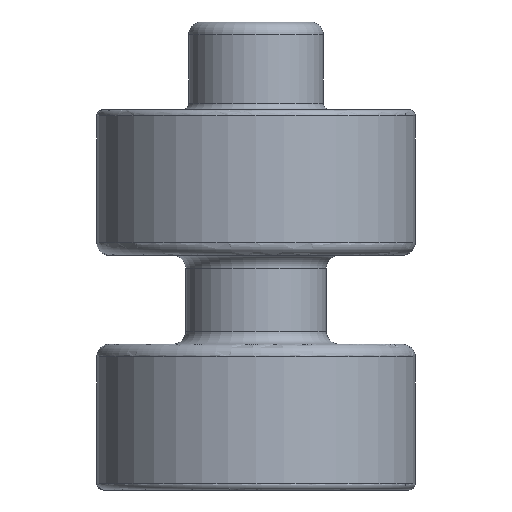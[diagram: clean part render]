
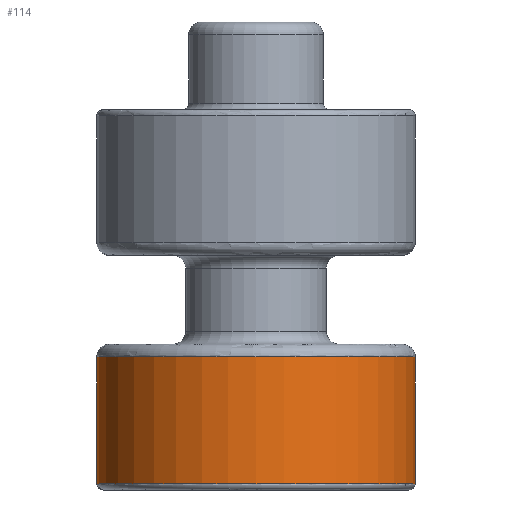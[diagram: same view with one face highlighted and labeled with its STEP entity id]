
A CAD part, front view. The second image highlights one B-rep face of the part: STEP entity #114.
In plain terms, the highlighted cylindrical face has radius 12.55 mm (diameter 25.1 mm), a partial arc.
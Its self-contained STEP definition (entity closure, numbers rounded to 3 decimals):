
#114 = ADVANCED_FACE ( 'NONE', ( #8812 ), #1951, .T. ) ;
#197 = EDGE_CURVE ( 'NONE', #6306, #403, #7321, .T. ) ;
#403 = VERTEX_POINT ( 'NONE', #3555 ) ;
#1916 = AXIS2_PLACEMENT_3D ( 'NONE', #12070, #4288, #3202 ) ;
#1951 = CYLINDRICAL_SURFACE ( 'NONE', #10216, 12.55 ) ;
#2001 = ORIENTED_EDGE ( 'NONE', *, *, #11008, .T. ) ;
#2729 = CARTESIAN_POINT ( 'NONE',  ( 12.55, 0., -14.5 ) ) ;
#3131 = ORIENTED_EDGE ( 'NONE', *, *, #197, .F. ) ;
#3202 = DIRECTION ( 'NONE',  ( 1., 0., 0. ) ) ;
#3516 = AXIS2_PLACEMENT_3D ( 'NONE', #8787, #8651, #12613 ) ;
#3555 = CARTESIAN_POINT ( 'NONE',  ( -12.55, 0., -4.5 ) ) ;
#3693 = CARTESIAN_POINT ( 'NONE',  ( 12.55, 0., -4.5 ) ) ;
#3761 = ORIENTED_EDGE ( 'NONE', *, *, #8900, .T. ) ;
#3771 = CIRCLE ( 'NONE', #1916, 12.55 ) ;
#4288 = DIRECTION ( 'NONE',  ( 0., 0., 1. ) ) ;
#4333 = CIRCLE ( 'NONE', #3516, 12.55 ) ;
#4495 = VERTEX_POINT ( 'NONE', #3693 ) ;
#6020 = CARTESIAN_POINT ( 'NONE',  ( 0., 0., 15. ) ) ;
#6089 = DIRECTION ( 'NONE',  ( 1., 0., 0. ) ) ;
#6306 = VERTEX_POINT ( 'NONE', #12573 ) ;
#6505 = CARTESIAN_POINT ( 'NONE',  ( 12.55, 0., 15. ) ) ;
#7321 = LINE ( 'NONE', #11210, #10863 ) ;
#8509 = VECTOR ( 'NONE', #10398, 1000. ) ;
#8632 = EDGE_CURVE ( 'NONE', #10707, #4495, #12405, .T. ) ;
#8651 = DIRECTION ( 'NONE',  ( 0., 0., -1. ) ) ;
#8787 = CARTESIAN_POINT ( 'NONE',  ( 0., 0., -4.5 ) ) ;
#8812 = FACE_OUTER_BOUND ( 'NONE', #12689, .T. ) ;
#8900 = EDGE_CURVE ( 'NONE', #6306, #10707, #3771, .T. ) ;
#10216 = AXIS2_PLACEMENT_3D ( 'NONE', #6020, #11926, #6089 ) ;
#10398 = DIRECTION ( 'NONE',  ( 0., 0., 1. ) ) ;
#10707 = VERTEX_POINT ( 'NONE', #2729 ) ;
#10863 = VECTOR ( 'NONE', #11276, 1000. ) ;
#11008 = EDGE_CURVE ( 'NONE', #4495, #403, #4333, .T. ) ;
#11210 = CARTESIAN_POINT ( 'NONE',  ( -12.55, 0., 15. ) ) ;
#11276 = DIRECTION ( 'NONE',  ( 0., 0., 1. ) ) ;
#11926 = DIRECTION ( 'NONE',  ( 0., 0., 1. ) ) ;
#12070 = CARTESIAN_POINT ( 'NONE',  ( 0., 0., -14.5 ) ) ;
#12274 = ORIENTED_EDGE ( 'NONE', *, *, #8632, .T. ) ;
#12405 = LINE ( 'NONE', #6505, #8509 ) ;
#12573 = CARTESIAN_POINT ( 'NONE',  ( -12.55, 0., -14.5 ) ) ;
#12613 = DIRECTION ( 'NONE',  ( -1., 0., 0. ) ) ;
#12689 = EDGE_LOOP ( 'NONE', ( #3131, #3761, #12274, #2001 ) ) ;
